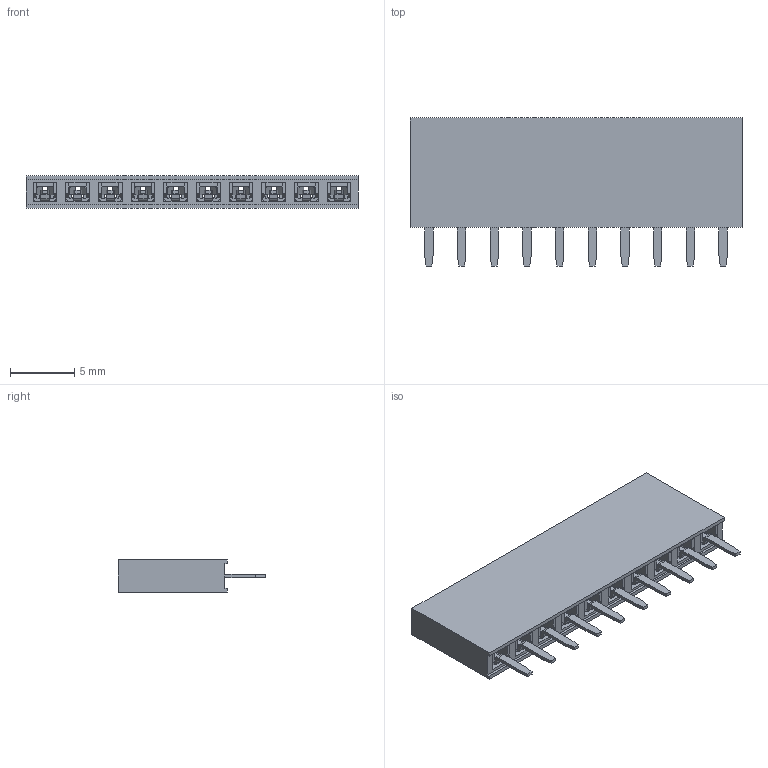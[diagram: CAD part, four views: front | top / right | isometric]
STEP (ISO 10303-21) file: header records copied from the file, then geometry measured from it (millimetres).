
FILE_DESCRIPTION(/* description */ (''),/* implementation_level */ '2;1');
FILE_NAME(/* name */ 'M20-7821046_asm.stp.iam.stp',/* time_stamp */ '2023-05-03T22:12:19+02:00',/* author */ ('mraoul'),/* organization */ (''),/* preprocessor_version */ 'ST-DEVELOPER v19.2',/* originating_system */ 'Autodesk Inventor 2024',/* authorisation */ '');
FILE_SCHEMA (('AUTOMOTIVE_DESIGN { 1 0 10303 214 3 1 1 }'));
Length unit declared in the file: millimetre
Products named in the file (4): M20-7821046_asm.stp; M20-7821046_ASM; M20-78210_MOULD; M20-782_CONTACT
Assembly tree (12 placements, depth 3):
  M20-7821046_asm.stp
    M20-7821046_ASM
      M20-78210_MOULD
      M20-782_CONTACT  x10
Bounding box: 25.8 x 11.5 x 2.5 mm (x, y, z)
Volume: 402.9 mm3; surface area: 1522.4 mm2
Topology: 11 solids, 11 shells, 830 faces, 2194 edges, 1396 vertices
Faces by surface type: plane 610, cylinder 220
Entity records: 6382 total; most frequent: CARTESIAN_POINT 1088, ORIENTED_EDGE 1058, DIRECTION 1023, EDGE_CURVE 529, LINE 485, VECTOR 485, VERTEX_POINT 334, AXIS2_PLACEMENT_3D 269
